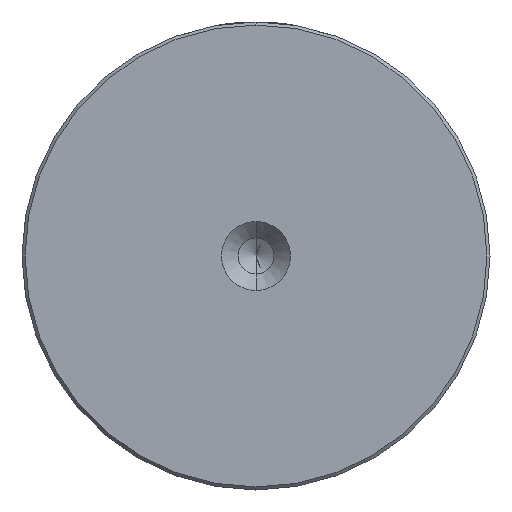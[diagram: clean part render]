
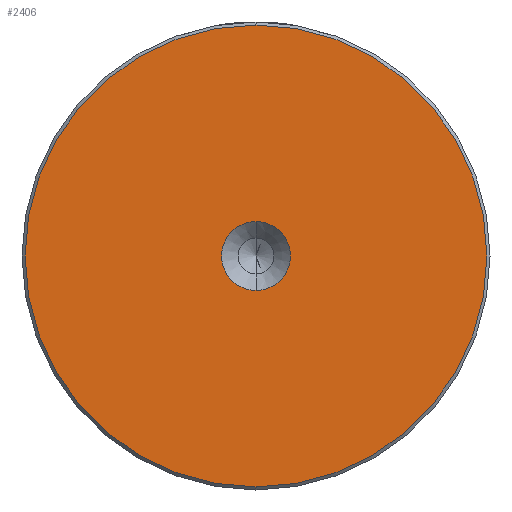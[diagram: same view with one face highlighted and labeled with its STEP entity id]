
A CAD part, left-side view. The second image highlights one B-rep face of the part: STEP entity #2406.
In plain terms, the highlighted planar face has unit normal (-1, 0, 0).
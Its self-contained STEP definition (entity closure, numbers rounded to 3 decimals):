
#239 = CIRCLE ( 'NONE', #2390, 37.5 ) ;
#309 = DIRECTION ( 'NONE',  ( -1., 0., 0. ) ) ;
#313 = VERTEX_POINT ( 'NONE', #836 ) ;
#317 = CARTESIAN_POINT ( 'NONE',  ( 0., 0., -37.5 ) ) ;
#320 = DIRECTION ( 'NONE',  ( -1., 0., 0. ) ) ;
#338 = CARTESIAN_POINT ( 'NONE',  ( 0., 0., 37.5 ) ) ;
#366 = DIRECTION ( 'NONE',  ( 0., 0., 1. ) ) ;
#404 = CARTESIAN_POINT ( 'NONE',  ( 0., 0., -5.6 ) ) ;
#522 = DIRECTION ( 'NONE',  ( -1., 0., 0. ) ) ;
#527 = CARTESIAN_POINT ( 'NONE',  ( 0., 0., 0. ) ) ;
#562 = DIRECTION ( 'NONE',  ( -1., 0., 0. ) ) ;
#715 = DIRECTION ( 'NONE',  ( 0., 0., 1. ) ) ;
#719 = VERTEX_POINT ( 'NONE', #338 ) ;
#737 = AXIS2_PLACEMENT_3D ( 'NONE', #1478, #320, #1681 ) ;
#807 = EDGE_CURVE ( 'NONE', #1460, #719, #1328, .T. ) ;
#830 = AXIS2_PLACEMENT_3D ( 'NONE', #1687, #1872, #715 ) ;
#836 = CARTESIAN_POINT ( 'NONE',  ( 0., 0., 5.6 ) ) ;
#865 = EDGE_CURVE ( 'NONE', #719, #1460, #239, .T. ) ;
#944 = ORIENTED_EDGE ( 'NONE', *, *, #865, .T. ) ;
#996 = AXIS2_PLACEMENT_3D ( 'NONE', #1465, #309, #1665 ) ;
#1079 = ORIENTED_EDGE ( 'NONE', *, *, #807, .T. ) ;
#1136 = CARTESIAN_POINT ( 'NONE',  ( 0., 0., 0. ) ) ;
#1153 = DIRECTION ( 'NONE',  ( 0., 0., 1. ) ) ;
#1201 = VERTEX_POINT ( 'NONE', #404 ) ;
#1222 = EDGE_LOOP ( 'NONE', ( #1079, #944 ) ) ;
#1328 = CIRCLE ( 'NONE', #1618, 37.5 ) ;
#1439 = CIRCLE ( 'NONE', #996, 5.6 ) ;
#1460 = VERTEX_POINT ( 'NONE', #317 ) ;
#1465 = CARTESIAN_POINT ( 'NONE',  ( 0., 0., 0. ) ) ;
#1478 = CARTESIAN_POINT ( 'NONE',  ( 0., 0., 0. ) ) ;
#1486 = ORIENTED_EDGE ( 'NONE', *, *, #2236, .F. ) ;
#1618 = AXIS2_PLACEMENT_3D ( 'NONE', #527, #522, #366 ) ;
#1665 = DIRECTION ( 'NONE',  ( 0., 0., 1. ) ) ;
#1681 = DIRECTION ( 'NONE',  ( 0., 0., 1. ) ) ;
#1687 = CARTESIAN_POINT ( 'NONE',  ( 0., 0., 0. ) ) ;
#1706 = EDGE_LOOP ( 'NONE', ( #1486, #2483 ) ) ;
#1716 = FACE_OUTER_BOUND ( 'NONE', #1222, .T. ) ;
#1831 = CIRCLE ( 'NONE', #737, 5.6 ) ;
#1872 = DIRECTION ( 'NONE',  ( -1., 0., 0. ) ) ;
#1986 = FACE_BOUND ( 'NONE', #1706, .T. ) ;
#2189 = EDGE_CURVE ( 'NONE', #1201, #313, #1439, .T. ) ;
#2236 = EDGE_CURVE ( 'NONE', #313, #1201, #1831, .T. ) ;
#2390 = AXIS2_PLACEMENT_3D ( 'NONE', #1136, #562, #1153 ) ;
#2406 = ADVANCED_FACE ( 'NONE', ( #1716, #1986 ), #2454, .T. ) ;
#2454 = PLANE ( 'NONE',  #830 ) ;
#2483 = ORIENTED_EDGE ( 'NONE', *, *, #2189, .F. ) ;
